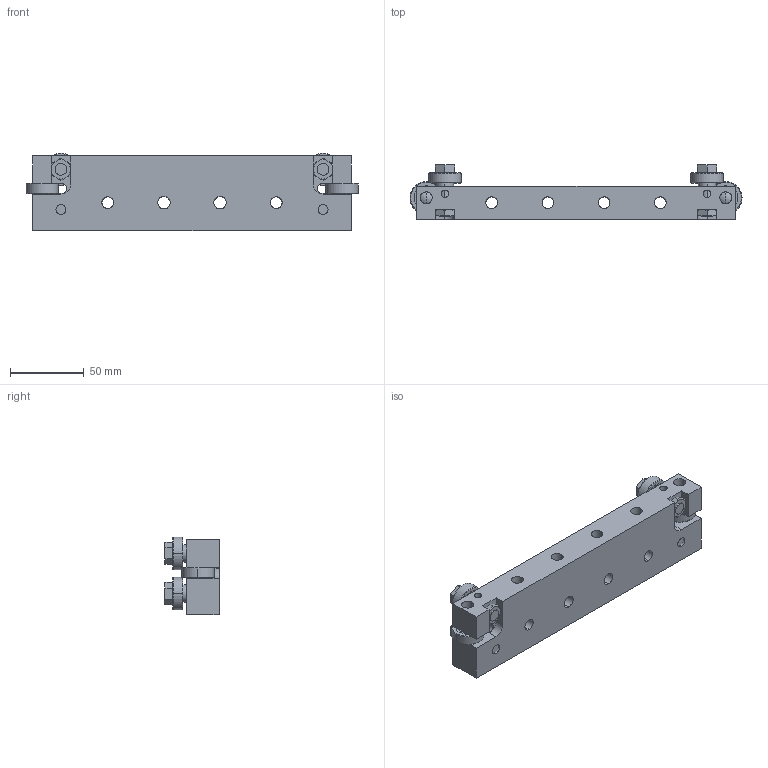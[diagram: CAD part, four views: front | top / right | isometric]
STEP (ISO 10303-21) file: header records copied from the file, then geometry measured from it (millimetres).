
FILE_DESCRIPTION (( 'STEP AP214' ), '1' );
FILE_NAME ('CRP102-00.STEP', '2015-03-06T18:01:45', ( '' ), ( '' ), 'SwSTEP 2.0', 'SolidWorks 2014', '' );
FILE_SCHEMA (( 'AUTOMOTIVE_DESIGN' ));
Length unit declared in the file: millimetre
Products named in the file (7): Washer Lock .188 90073A030_90073A030; CRP102-01 120501; CRP102-00; HNJ-M8; HC-M8-30_91280A538; RB-0001_5972K222; Dowel M8x20_91595A558
Assembly tree (19 placements, depth 2):
  CRP102-00
    CRP102-01 120501
    Washer Lock .188 90073A030_90073A030  x4
    Dowel M8x20_91595A558  x2
    RB-0001_5972K222  x6
    HC-M8-30_91280A538  x4
    HNJ-M8  x2
Bounding box: 225.2 x 36.81 x 52.62 mm (x, y, z)
Volume: 236432 mm3; surface area: 69530.3 mm2
Topology: 109 solids, 109 shells, 602 faces, 1522 edges, 990 vertices
Faces by surface type: cylinder 206, sphere 152, plane 132, cone 76, torus 36
Entity records: 7600 total; most frequent: CARTESIAN_POINT 1593, DIRECTION 1016, ORIENTED_EDGE 896, EDGE_CURVE 448, AXIS2_PLACEMENT_3D 415, VERTEX_POINT 292, EDGE_LOOP 240, CIRCLE 202
